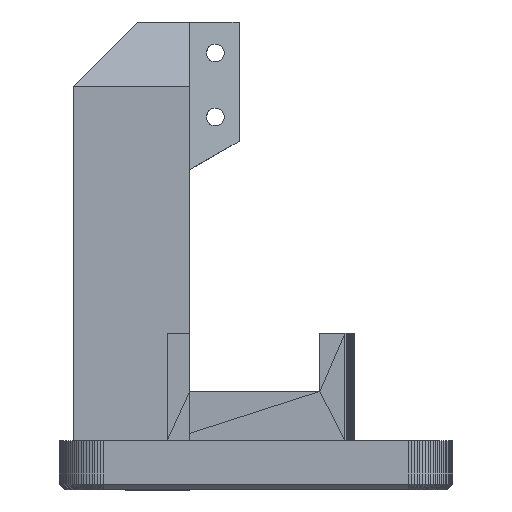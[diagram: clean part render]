
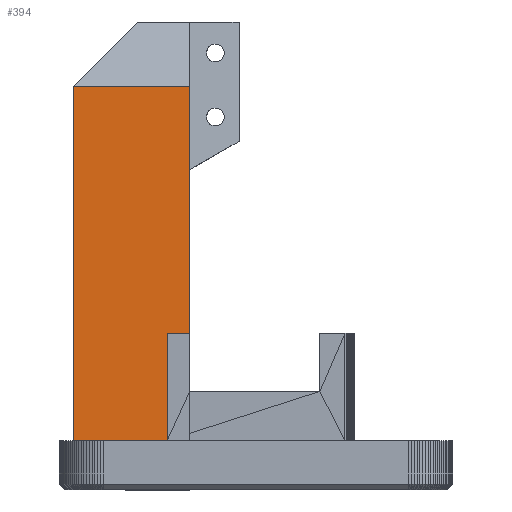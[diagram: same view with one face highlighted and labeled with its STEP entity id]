
A CAD part, front view. The second image highlights one B-rep face of the part: STEP entity #394.
In plain terms, the highlighted planar face has unit normal (0, -1, 0).
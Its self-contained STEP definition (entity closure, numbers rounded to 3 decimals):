
#178 = EDGE_CURVE('',#179,#181,#183,.T.);
#179 = VERTEX_POINT('',#180);
#180 = CARTESIAN_POINT('',(162.444,400.012,
    69.466));
#181 = VERTEX_POINT('',#182);
#182 = CARTESIAN_POINT('',(162.444,400.012,
    105.467));
#183 = LINE('',#184,#185);
#184 = CARTESIAN_POINT('',(162.444,400.012,
    69.466));
#185 = VECTOR('',#186,1.);
#186 = DIRECTION('',(0.,0.,1.));
#394 = ADVANCED_FACE('',(#395),#444,.F.);
#395 = FACE_BOUND('',#396,.F.);
#396 = EDGE_LOOP('',(#397,#407,#415,#423,#431,#437,#438));
#397 = ORIENTED_EDGE('',*,*,#398,.F.);
#398 = EDGE_CURVE('',#399,#401,#403,.T.);
#399 = VERTEX_POINT('',#400);
#400 = CARTESIAN_POINT('',(174.277,400.012,
    80.355));
#401 = VERTEX_POINT('',#402);
#402 = CARTESIAN_POINT('',(174.277,400.012,
    105.467));
#403 = LINE('',#404,#405);
#404 = CARTESIAN_POINT('',(174.277,400.012,
    69.466));
#405 = VECTOR('',#406,1.);
#406 = DIRECTION('',(0.,0.,1.));
#407 = ORIENTED_EDGE('',*,*,#408,.T.);
#408 = EDGE_CURVE('',#399,#409,#411,.T.);
#409 = VERTEX_POINT('',#410);
#410 = CARTESIAN_POINT('',(171.98,400.012,
    80.355));
#411 = LINE('',#412,#413);
#412 = CARTESIAN_POINT('',(174.277,400.012,
    80.355));
#413 = VECTOR('',#414,1.);
#414 = DIRECTION('',(-1.,0.,0.));
#415 = ORIENTED_EDGE('',*,*,#416,.T.);
#416 = EDGE_CURVE('',#409,#417,#419,.T.);
#417 = VERTEX_POINT('',#418);
#418 = CARTESIAN_POINT('',(171.98,400.012,
    69.466));
#419 = LINE('',#420,#421);
#420 = CARTESIAN_POINT('',(171.98,400.012,
    80.355));
#421 = VECTOR('',#422,1.);
#422 = DIRECTION('',(0.,0.,-1.));
#423 = ORIENTED_EDGE('',*,*,#424,.F.);
#424 = EDGE_CURVE('',#425,#417,#427,.T.);
#425 = VERTEX_POINT('',#426);
#426 = CARTESIAN_POINT('',(162.447,400.012,
    69.466));
#427 = LINE('',#428,#429);
#428 = CARTESIAN_POINT('',(162.444,400.012,
    69.466));
#429 = VECTOR('',#430,1.);
#430 = DIRECTION('',(1.,0.,0.));
#431 = ORIENTED_EDGE('',*,*,#432,.F.);
#432 = EDGE_CURVE('',#179,#425,#433,.T.);
#433 = LINE('',#434,#435);
#434 = CARTESIAN_POINT('',(162.444,400.012,
    69.466));
#435 = VECTOR('',#436,1.);
#436 = DIRECTION('',(1.,0.,0.));
#437 = ORIENTED_EDGE('',*,*,#178,.T.);
#438 = ORIENTED_EDGE('',*,*,#439,.T.);
#439 = EDGE_CURVE('',#181,#401,#440,.T.);
#440 = LINE('',#441,#442);
#441 = CARTESIAN_POINT('',(162.444,400.012,
    105.467));
#442 = VECTOR('',#443,1.);
#443 = DIRECTION('',(1.,0.,0.));
#444 = PLANE('',#445);
#445 = AXIS2_PLACEMENT_3D('',#446,#447,#448);
#446 = CARTESIAN_POINT('',(162.444,400.012,
    69.466));
#447 = DIRECTION('',(0.,1.,0.));
#448 = DIRECTION('',(1.,0.,0.));
